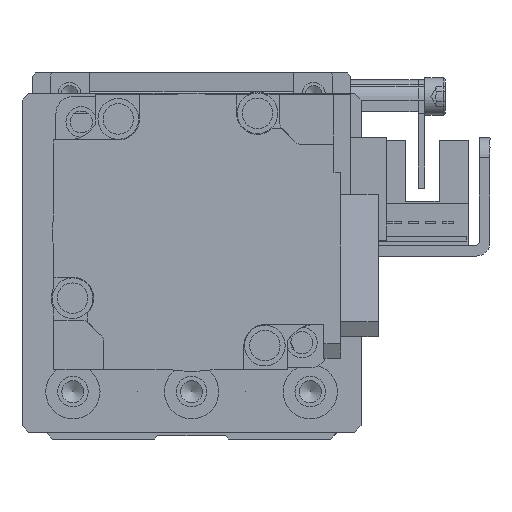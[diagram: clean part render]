
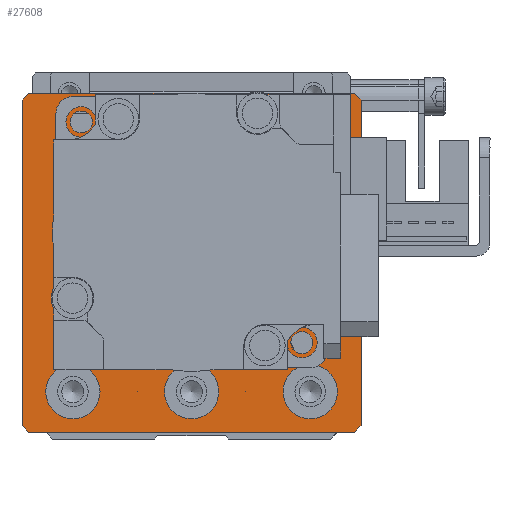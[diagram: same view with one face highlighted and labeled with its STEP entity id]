
A CAD part, front view. The second image highlights one B-rep face of the part: STEP entity #27608.
In plain terms, the highlighted face is planar.
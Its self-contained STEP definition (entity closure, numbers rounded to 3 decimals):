
#899=FACE_BOUND('',#4106,.T.);
#900=FACE_BOUND('',#4107,.T.);
#901=FACE_BOUND('',#4108,.T.);
#902=FACE_BOUND('',#4109,.T.);
#903=FACE_BOUND('',#4110,.T.);
#904=FACE_BOUND('',#4111,.T.);
#905=FACE_BOUND('',#4112,.T.);
#906=FACE_BOUND('',#4113,.T.);
#1393=PLANE('',#30053);
#2387=FACE_OUTER_BOUND('',#4105,.T.);
#4105=EDGE_LOOP('',(#20571,#20572,#20573,#20574,#20575,#20576,#20577,#20578));
#4106=EDGE_LOOP('',(#20579));
#4107=EDGE_LOOP('',(#20580));
#4108=EDGE_LOOP('',(#20581));
#4109=EDGE_LOOP('',(#20582));
#4110=EDGE_LOOP('',(#20583));
#4111=EDGE_LOOP('',(#20584));
#4112=EDGE_LOOP('',(#20585));
#4113=EDGE_LOOP('',(#20586));
#6207=LINE('',#43158,#8616);
#6213=LINE('',#43169,#8622);
#6220=LINE('',#43204,#8629);
#6223=LINE('',#43209,#8632);
#6224=LINE('',#43213,#8633);
#6227=LINE('',#43217,#8636);
#6228=LINE('',#43220,#8637);
#6245=LINE('',#43290,#8654);
#8616=VECTOR('',#34385,10.);
#8622=VECTOR('',#34393,10.);
#8629=VECTOR('',#34424,10.);
#8632=VECTOR('',#34429,10.);
#8633=VECTOR('',#34432,10.);
#8636=VECTOR('',#34437,10.);
#8637=VECTOR('',#34440,10.);
#8654=VECTOR('',#34527,10.);
#10712=CIRCLE('',#30028,4.);
#10715=CIRCLE('',#30034,4.);
#10718=CIRCLE('',#30040,4.);
#10719=CIRCLE('',#30043,1.621);
#10720=CIRCLE('',#30045,1.621);
#10721=CIRCLE('',#30047,1.621);
#10722=CIRCLE('',#30049,1.621);
#10723=CIRCLE('',#30051,15.);
#12503=VERTEX_POINT('',#43156);
#12504=VERTEX_POINT('',#43157);
#12508=VERTEX_POINT('',#43167);
#12524=VERTEX_POINT('',#43203);
#12525=VERTEX_POINT('',#43207);
#12526=VERTEX_POINT('',#43211);
#12527=VERTEX_POINT('',#43212);
#12528=VERTEX_POINT('',#43219);
#12535=VERTEX_POINT('',#43242);
#12538=VERTEX_POINT('',#43253);
#12541=VERTEX_POINT('',#43264);
#12542=VERTEX_POINT('',#43270);
#12543=VERTEX_POINT('',#43274);
#12544=VERTEX_POINT('',#43278);
#12545=VERTEX_POINT('',#43282);
#12546=VERTEX_POINT('',#43286);
#15473=EDGE_CURVE('',#12503,#12504,#6207,.T.);
#15479=EDGE_CURVE('',#12503,#12508,#6213,.T.);
#15496=EDGE_CURVE('',#12524,#12508,#6220,.T.);
#15499=EDGE_CURVE('',#12524,#12525,#6223,.T.);
#15500=EDGE_CURVE('',#12526,#12527,#6224,.T.);
#15503=EDGE_CURVE('',#12526,#12504,#6227,.T.);
#15504=EDGE_CURVE('',#12528,#12525,#6228,.T.);
#15514=EDGE_CURVE('',#12535,#12535,#10712,.T.);
#15519=EDGE_CURVE('',#12538,#12538,#10715,.T.);
#15524=EDGE_CURVE('',#12541,#12541,#10718,.T.);
#15527=EDGE_CURVE('',#12542,#12542,#10719,.T.);
#15529=EDGE_CURVE('',#12543,#12543,#10720,.T.);
#15531=EDGE_CURVE('',#12544,#12544,#10721,.T.);
#15533=EDGE_CURVE('',#12545,#12545,#10722,.T.);
#15535=EDGE_CURVE('',#12546,#12546,#10723,.T.);
#15537=EDGE_CURVE('',#12528,#12527,#6245,.T.);
#20571=ORIENTED_EDGE('',*,*,#15473,.F.);
#20572=ORIENTED_EDGE('',*,*,#15479,.T.);
#20573=ORIENTED_EDGE('',*,*,#15496,.F.);
#20574=ORIENTED_EDGE('',*,*,#15499,.T.);
#20575=ORIENTED_EDGE('',*,*,#15504,.F.);
#20576=ORIENTED_EDGE('',*,*,#15537,.T.);
#20577=ORIENTED_EDGE('',*,*,#15500,.F.);
#20578=ORIENTED_EDGE('',*,*,#15503,.T.);
#20579=ORIENTED_EDGE('',*,*,#15514,.T.);
#20580=ORIENTED_EDGE('',*,*,#15519,.T.);
#20581=ORIENTED_EDGE('',*,*,#15524,.T.);
#20582=ORIENTED_EDGE('',*,*,#15527,.T.);
#20583=ORIENTED_EDGE('',*,*,#15529,.T.);
#20584=ORIENTED_EDGE('',*,*,#15531,.T.);
#20585=ORIENTED_EDGE('',*,*,#15533,.T.);
#20586=ORIENTED_EDGE('',*,*,#15535,.T.);
#27608=ADVANCED_FACE('',(#2387,#899,#900,#901,#902,#903,#904,#905,#906),
#1393,.T.);
#30028=AXIS2_PLACEMENT_3D('',#43243,#34466,#34467);
#30034=AXIS2_PLACEMENT_3D('',#43254,#34480,#34481);
#30040=AXIS2_PLACEMENT_3D('',#43265,#34494,#34495);
#30043=AXIS2_PLACEMENT_3D('',#43271,#34502,#34503);
#30045=AXIS2_PLACEMENT_3D('',#43275,#34507,#34508);
#30047=AXIS2_PLACEMENT_3D('',#43279,#34512,#34513);
#30049=AXIS2_PLACEMENT_3D('',#43283,#34517,#34518);
#30051=AXIS2_PLACEMENT_3D('',#43287,#34522,#34523);
#30053=AXIS2_PLACEMENT_3D('',#43291,#34528,#34529);
#34385=DIRECTION('',(-0.707,0.707,0.));
#34393=DIRECTION('',(1.,0.,0.));
#34424=DIRECTION('',(-0.707,-0.707,0.));
#34429=DIRECTION('',(0.,1.,0.));
#34432=DIRECTION('',(0.707,0.707,0.));
#34437=DIRECTION('',(0.,-1.,0.));
#34440=DIRECTION('',(0.707,-0.707,0.));
#34466=DIRECTION('center_axis',(0.,0.,-1.));
#34467=DIRECTION('ref_axis',(1.,0.,0.));
#34480=DIRECTION('center_axis',(0.,0.,-1.));
#34481=DIRECTION('ref_axis',(1.,0.,0.));
#34494=DIRECTION('center_axis',(0.,0.,-1.));
#34495=DIRECTION('ref_axis',(1.,0.,0.));
#34502=DIRECTION('center_axis',(0.,0.,-1.));
#34503=DIRECTION('ref_axis',(1.,0.,0.));
#34507=DIRECTION('center_axis',(0.,0.,-1.));
#34508=DIRECTION('ref_axis',(1.,0.,0.));
#34512=DIRECTION('center_axis',(0.,0.,-1.));
#34513=DIRECTION('ref_axis',(1.,0.,0.));
#34517=DIRECTION('center_axis',(0.,0.,-1.));
#34518=DIRECTION('ref_axis',(1.,0.,0.));
#34522=DIRECTION('center_axis',(0.,0.,-1.));
#34523=DIRECTION('ref_axis',(1.,0.,0.));
#34527=DIRECTION('',(-1.,0.,0.));
#34528=DIRECTION('center_axis',(0.,0.,1.));
#34529=DIRECTION('ref_axis',(1.,0.,0.));
#43156=CARTESIAN_POINT('',(-24.,-25.,10.));
#43157=CARTESIAN_POINT('',(-25.,-24.,10.));
#43158=CARTESIAN_POINT('',(-24.5,-24.5,10.));
#43167=CARTESIAN_POINT('',(24.,-25.,10.));
#43169=CARTESIAN_POINT('',(-25.,-25.,10.));
#43203=CARTESIAN_POINT('',(25.,-24.,10.));
#43204=CARTESIAN_POINT('',(24.5,-24.5,10.));
#43207=CARTESIAN_POINT('',(25.,24.,10.));
#43209=CARTESIAN_POINT('',(25.,-25.,10.));
#43211=CARTESIAN_POINT('',(-25.,24.,10.));
#43212=CARTESIAN_POINT('',(-24.,25.,10.));
#43213=CARTESIAN_POINT('',(-24.5,24.5,10.));
#43217=CARTESIAN_POINT('',(-25.,25.,10.));
#43219=CARTESIAN_POINT('',(24.,25.,10.));
#43220=CARTESIAN_POINT('',(24.5,24.5,10.));
#43242=CARTESIAN_POINT('',(-4.,-19.,10.));
#43243=CARTESIAN_POINT('Origin',(0.,-19.,10.));
#43253=CARTESIAN_POINT('',(-21.5,-19.,10.));
#43254=CARTESIAN_POINT('Origin',(-17.5,-19.,10.));
#43264=CARTESIAN_POINT('',(13.5,-19.,10.));
#43265=CARTESIAN_POINT('Origin',(17.5,-19.,10.));
#43270=CARTESIAN_POINT('',(14.642,-11.763,10.));
#43271=CARTESIAN_POINT('Origin',(16.263,-11.763,10.));
#43274=CARTESIAN_POINT('',(-17.884,20.763,10.));
#43275=CARTESIAN_POINT('Origin',(-16.263,20.763,10.));
#43278=CARTESIAN_POINT('',(14.642,20.763,10.));
#43279=CARTESIAN_POINT('Origin',(16.263,20.763,10.));
#43282=CARTESIAN_POINT('',(-17.884,-11.763,10.));
#43283=CARTESIAN_POINT('Origin',(-16.263,-11.763,10.));
#43286=CARTESIAN_POINT('',(-15.,4.5,10.));
#43287=CARTESIAN_POINT('Origin',(0.,4.5,10.));
#43290=CARTESIAN_POINT('',(25.,25.,10.));
#43291=CARTESIAN_POINT('Origin',(0.,0.,10.));
